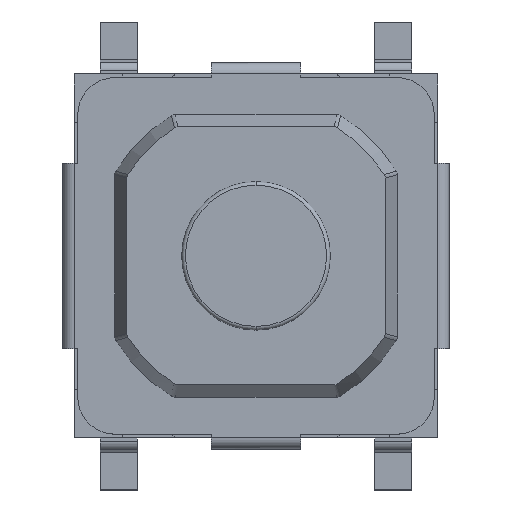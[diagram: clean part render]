
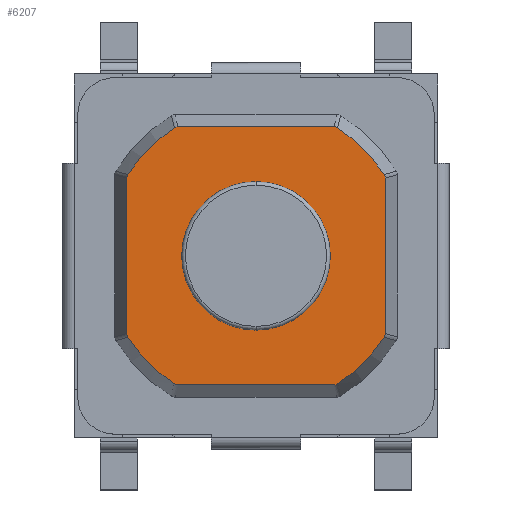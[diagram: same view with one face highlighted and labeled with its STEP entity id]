
A CAD part, top view. The second image highlights one B-rep face of the part: STEP entity #6207.
In plain terms, the highlighted planar face has unit normal (0, 0, 1).
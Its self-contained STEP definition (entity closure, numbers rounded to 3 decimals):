
#2036=CARTESIAN_POINT('',(1.723,-1.097,
0.));
#2049=CARTESIAN_POINT('',(1.047,-1.738,0.));
#2074=CARTESIAN_POINT('',(-1.097,-1.723,
0.));
#2094=CARTESIAN_POINT('',(-1.738,-1.047,0.));
#2112=CARTESIAN_POINT('',(-1.723,1.097,
0.));
#2132=CARTESIAN_POINT('',(-1.047,1.738,0.));
#2150=CARTESIAN_POINT('',(1.097,1.723,
0.));
#2170=CARTESIAN_POINT('',(1.738,1.047,0.));
#2182=CARTESIAN_POINT('',(0.,0.,0.));
#2183=DIRECTION('',(0.,0.,-1.));
#2184=DIRECTION('',(0.,-1.,0.));
#2185=AXIS2_PLACEMENT_3D('',#2182,#2183,#2184);
#2187=CARTESIAN_POINT('',(0.,0.,0.));
#2188=DIRECTION('',(0.,0.,-1.));
#2189=DIRECTION('',(0.,1.,0.));
#2190=AXIS2_PLACEMENT_3D('',#2187,#2188,#2189);
#2192=CARTESIAN_POINT('',(1.047,-1.738,0.));
#2193=CARTESIAN_POINT('',(1.056,-1.738,0.));
#2194=CARTESIAN_POINT('',(1.073,-1.735,
0.));
#2195=CARTESIAN_POINT('',(1.089,-1.728,
0.));
#2196=CARTESIAN_POINT('',(1.097,-1.723,
0.));
#2198=DIRECTION('',(1.,0.,0.));
#2199=VECTOR('',#2198,2.094);
#2200=CARTESIAN_POINT('',(-1.047,-1.738,0.));
#2201=LINE('',#2200,#2199);
#2202=CARTESIAN_POINT('',(-1.097,-1.723,
0.));
#2203=CARTESIAN_POINT('',(-1.089,-1.728,
0.));
#2204=CARTESIAN_POINT('',(-1.073,-1.735,
0.));
#2205=CARTESIAN_POINT('',(-1.056,-1.738,0.));
#2206=CARTESIAN_POINT('',(-1.047,-1.738,0.));
#2208=CARTESIAN_POINT('',(0.,0.,0.));
#2209=DIRECTION('',(0.,0.,1.));
#2210=DIRECTION('',(-0.844,-0.537,0.));
#2211=AXIS2_PLACEMENT_3D('',#2208,#2209,#2210);
#2213=CARTESIAN_POINT('',(-1.738,-1.047,0.));
#2214=CARTESIAN_POINT('',(-1.738,-1.056,0.));
#2215=CARTESIAN_POINT('',(-1.735,-1.073,
0.));
#2216=CARTESIAN_POINT('',(-1.728,-1.089,
0.));
#2217=CARTESIAN_POINT('',(-1.723,-1.097,
0.));
#2219=DIRECTION('',(0.,-1.,0.));
#2220=VECTOR('',#2219,2.094);
#2221=CARTESIAN_POINT('',(-1.738,1.047,0.));
#2222=LINE('',#2221,#2220);
#2223=CARTESIAN_POINT('',(-1.723,1.097,
0.));
#2224=CARTESIAN_POINT('',(-1.728,1.089,
0.));
#2225=CARTESIAN_POINT('',(-1.735,1.073,
0.));
#2226=CARTESIAN_POINT('',(-1.738,1.056,0.));
#2227=CARTESIAN_POINT('',(-1.738,1.047,0.));
#2229=CARTESIAN_POINT('',(0.,0.,0.));
#2230=DIRECTION('',(0.,0.,1.));
#2231=DIRECTION('',(-0.537,0.844,0.));
#2232=AXIS2_PLACEMENT_3D('',#2229,#2230,#2231);
#2234=CARTESIAN_POINT('',(-1.047,1.738,0.));
#2235=CARTESIAN_POINT('',(-1.056,1.738,0.));
#2236=CARTESIAN_POINT('',(-1.073,1.735,
0.));
#2237=CARTESIAN_POINT('',(-1.089,1.728,
0.));
#2238=CARTESIAN_POINT('',(-1.097,1.723,
0.));
#2240=DIRECTION('',(-1.,0.,0.));
#2241=VECTOR('',#2240,2.094);
#2242=CARTESIAN_POINT('',(1.047,1.738,0.));
#2243=LINE('',#2242,#2241);
#2244=CARTESIAN_POINT('',(1.097,1.723,
0.));
#2245=CARTESIAN_POINT('',(1.089,1.728,
0.));
#2246=CARTESIAN_POINT('',(1.073,1.735,
0.));
#2247=CARTESIAN_POINT('',(1.056,1.738,0.));
#2248=CARTESIAN_POINT('',(1.047,1.738,0.));
#2250=CARTESIAN_POINT('',(0.,0.,0.));
#2251=DIRECTION('',(0.,0.,1.));
#2252=DIRECTION('',(0.844,0.537,0.));
#2253=AXIS2_PLACEMENT_3D('',#2250,#2251,#2252);
#2255=CARTESIAN_POINT('',(1.738,1.047,0.));
#2256=CARTESIAN_POINT('',(1.738,1.056,0.));
#2257=CARTESIAN_POINT('',(1.735,1.073,
0.));
#2258=CARTESIAN_POINT('',(1.728,1.089,
0.));
#2259=CARTESIAN_POINT('',(1.723,1.097,
0.));
#2261=DIRECTION('',(0.,1.,0.));
#2262=VECTOR('',#2261,2.094);
#2263=CARTESIAN_POINT('',(1.738,-1.047,0.));
#2264=LINE('',#2263,#2262);
#2265=CARTESIAN_POINT('',(1.723,-1.097,
0.));
#2266=CARTESIAN_POINT('',(1.728,-1.089,
0.));
#2267=CARTESIAN_POINT('',(1.735,-1.073,
0.));
#2268=CARTESIAN_POINT('',(1.738,-1.056,0.));
#2269=CARTESIAN_POINT('',(1.738,-1.047,0.));
#2271=CARTESIAN_POINT('',(0.,0.,0.));
#2272=DIRECTION('',(0.,0.,1.));
#2273=DIRECTION('',(0.537,-0.844,0.));
#2274=AXIS2_PLACEMENT_3D('',#2271,#2272,#2273);
#2434=VERTEX_POINT('',#2049);
#2436=VERTEX_POINT('',#2196);
#2438=VERTEX_POINT('',#2036);
#2440=VERTEX_POINT('',#2269);
#2442=VERTEX_POINT('',#2170);
#2444=VERTEX_POINT('',#2259);
#2446=VERTEX_POINT('',#2150);
#2448=VERTEX_POINT('',#2248);
#2450=VERTEX_POINT('',#2132);
#2452=VERTEX_POINT('',#2238);
#2454=VERTEX_POINT('',#2112);
#2456=VERTEX_POINT('',#2227);
#2458=VERTEX_POINT('',#2094);
#2460=VERTEX_POINT('',#2217);
#2462=VERTEX_POINT('',#2074);
#2464=VERTEX_POINT('',#2206);
#2474=CARTESIAN_POINT('',(0.,-1.,0.));
#2475=CARTESIAN_POINT('',(0.,1.,0.));
#2476=VERTEX_POINT('',#2474);
#2477=VERTEX_POINT('',#2475);
#6178=CARTESIAN_POINT('',(0.,0.,0.));
#6179=DIRECTION('',(0.,0.,1.));
#6180=DIRECTION('',(1.,0.,0.));
#6181=AXIS2_PLACEMENT_3D('',#6178,#6179,#6180);
#6182=PLANE('',#6181);
#6183=ORIENTED_EDGE('',*,*,#5820,.F.);
#6184=ORIENTED_EDGE('',*,*,#5836,.F.);
#6185=ORIENTED_EDGE('',*,*,#5872,.F.);
#6186=ORIENTED_EDGE('',*,*,#5886,.F.);
#6187=ORIENTED_EDGE('',*,*,#5920,.F.);
#6188=ORIENTED_EDGE('',*,*,#5934,.F.);
#6189=ORIENTED_EDGE('',*,*,#5972,.F.);
#6190=ORIENTED_EDGE('',*,*,#5986,.F.);
#6191=ORIENTED_EDGE('',*,*,#6020,.F.);
#6192=ORIENTED_EDGE('',*,*,#6034,.F.);
#6193=ORIENTED_EDGE('',*,*,#6072,.F.);
#6194=ORIENTED_EDGE('',*,*,#6086,.F.);
#6195=ORIENTED_EDGE('',*,*,#6120,.F.);
#6196=ORIENTED_EDGE('',*,*,#6134,.F.);
#6197=ORIENTED_EDGE('',*,*,#6171,.F.);
#6198=ORIENTED_EDGE('',*,*,#5785,.F.);
#6199=EDGE_LOOP('',(#6183,#6184,#6185,#6186,#6187,#6188,#6189,#6190,#6191,#6192,
#6193,#6194,#6195,#6196,#6197,#6198));
#6200=FACE_OUTER_BOUND('',#6199,.F.);
#6202=ORIENTED_EDGE('',*,*,#6201,.F.);
#6204=ORIENTED_EDGE('',*,*,#6203,.F.);
#6205=EDGE_LOOP('',(#6202,#6204));
#6206=FACE_BOUND('',#6205,.F.);
#2186=CIRCLE('',#2185,1.);
#2191=CIRCLE('',#2190,1.);
#2197=B_SPLINE_CURVE_WITH_KNOTS('',3,(#2192,#2193,#2194,#2195,#2196),
.UNSPECIFIED.,.F.,.F.,(4,1,4),(0.,0.5,1.),.UNSPECIFIED.);
#2207=B_SPLINE_CURVE_WITH_KNOTS('',3,(#2202,#2203,#2204,#2205,#2206),
.UNSPECIFIED.,.F.,.F.,(4,1,4),(0.,0.5,1.),.UNSPECIFIED.);
#2212=CIRCLE('',#2211,2.043);
#2218=B_SPLINE_CURVE_WITH_KNOTS('',3,(#2213,#2214,#2215,#2216,#2217),
.UNSPECIFIED.,.F.,.F.,(4,1,4),(0.,0.5,1.),.UNSPECIFIED.);
#2228=B_SPLINE_CURVE_WITH_KNOTS('',3,(#2223,#2224,#2225,#2226,#2227),
.UNSPECIFIED.,.F.,.F.,(4,1,4),(0.,0.5,1.),.UNSPECIFIED.);
#2233=CIRCLE('',#2232,2.043);
#2239=B_SPLINE_CURVE_WITH_KNOTS('',3,(#2234,#2235,#2236,#2237,#2238),
.UNSPECIFIED.,.F.,.F.,(4,1,4),(0.,0.5,1.),.UNSPECIFIED.);
#2249=B_SPLINE_CURVE_WITH_KNOTS('',3,(#2244,#2245,#2246,#2247,#2248),
.UNSPECIFIED.,.F.,.F.,(4,1,4),(0.,0.5,1.),.UNSPECIFIED.);
#2254=CIRCLE('',#2253,2.043);
#2260=B_SPLINE_CURVE_WITH_KNOTS('',3,(#2255,#2256,#2257,#2258,#2259),
.UNSPECIFIED.,.F.,.F.,(4,1,4),(0.,0.5,1.),.UNSPECIFIED.);
#2270=B_SPLINE_CURVE_WITH_KNOTS('',3,(#2265,#2266,#2267,#2268,#2269),
.UNSPECIFIED.,.F.,.F.,(4,1,4),(0.,0.5,1.),.UNSPECIFIED.);
#2275=CIRCLE('',#2274,2.043);
#5785=EDGE_CURVE('',#2436,#2438,#2275,.T.);
#5820=EDGE_CURVE('',#2434,#2436,#2197,.T.);
#5836=EDGE_CURVE('',#2464,#2434,#2201,.T.);
#5872=EDGE_CURVE('',#2462,#2464,#2207,.T.);
#5886=EDGE_CURVE('',#2460,#2462,#2212,.T.);
#5920=EDGE_CURVE('',#2458,#2460,#2218,.T.);
#5934=EDGE_CURVE('',#2456,#2458,#2222,.T.);
#5972=EDGE_CURVE('',#2454,#2456,#2228,.T.);
#5986=EDGE_CURVE('',#2452,#2454,#2233,.T.);
#6020=EDGE_CURVE('',#2450,#2452,#2239,.T.);
#6034=EDGE_CURVE('',#2448,#2450,#2243,.T.);
#6072=EDGE_CURVE('',#2446,#2448,#2249,.T.);
#6086=EDGE_CURVE('',#2444,#2446,#2254,.T.);
#6120=EDGE_CURVE('',#2442,#2444,#2260,.T.);
#6134=EDGE_CURVE('',#2440,#2442,#2264,.T.);
#6171=EDGE_CURVE('',#2438,#2440,#2270,.T.);
#6201=EDGE_CURVE('',#2476,#2477,#2186,.T.);
#6203=EDGE_CURVE('',#2477,#2476,#2191,.T.);
#6207=ADVANCED_FACE('',(#6200,#6206),#6182,.T.);
